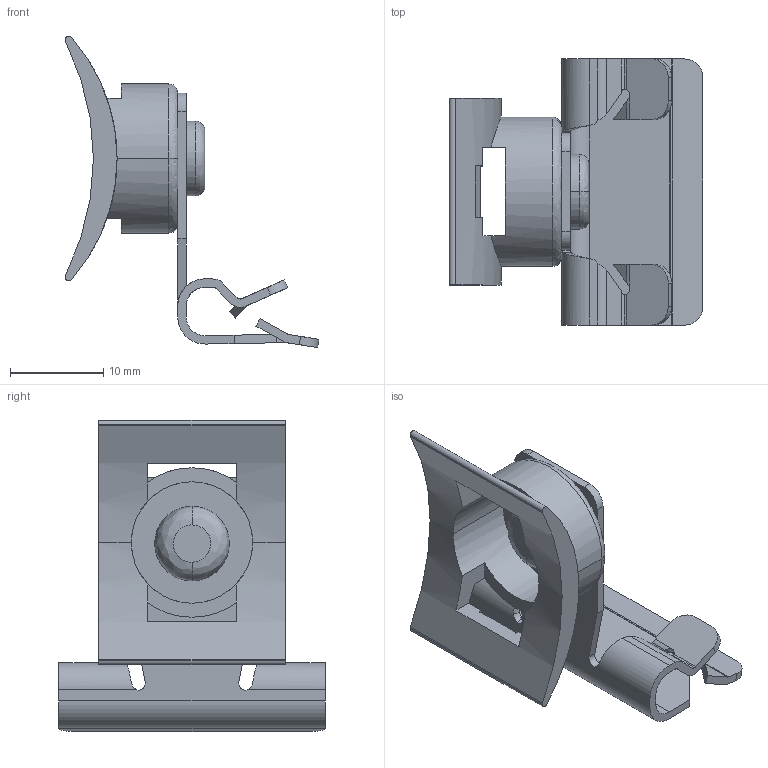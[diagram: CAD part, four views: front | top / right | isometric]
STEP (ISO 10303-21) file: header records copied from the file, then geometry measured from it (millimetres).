
FILE_DESCRIPTION (( 'STEP AP214' ), '1' );
FILE_NAME ('1483641.stp', '2017-08-08T12:51:34', ( '' ), ( '' ), 'SwSTEP 2.0', 'SolidWorks 2016', '' );
FILE_SCHEMA (( 'AUTOMOTIVE_DESIGN' ));
Length unit declared in the file: inch
Products named in the file (4): M6 Rivit 2.4mm; Tie Wrap Holder; 8205010004; 1483641
Assembly tree (3 placements, depth 2):
  1483641
    8205010004
    Tie Wrap Holder
    M6 Rivit 2.4mm
Bounding box: 27.19 x 28.5 x 33.31 mm (x, y, z)
Volume: 2274.8 mm3; surface area: 4049 mm2
Topology: 3 solids, 3 shells, 173 faces, 446 edges, 278 vertices
Faces by surface type: plane 77, cylinder 70, bspline 26
Entity records: 8206 total; most frequent: CARTESIAN_POINT 1687, ORIENTED_EDGE 892, DIRECTION 820, EDGE_CURVE 446, AXIS2_PLACEMENT_3D 281, VERTEX_POINT 278, LINE 258, VECTOR 258
